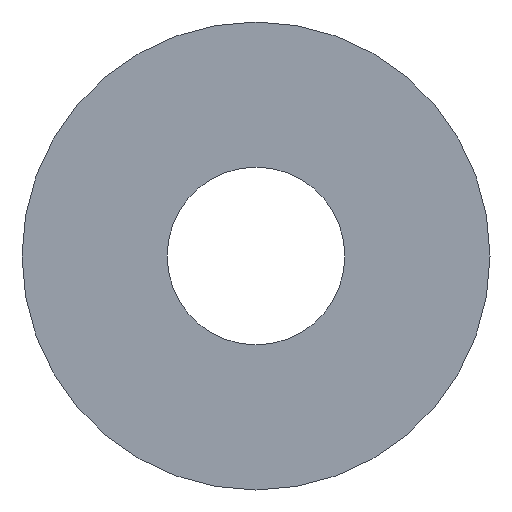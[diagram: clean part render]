
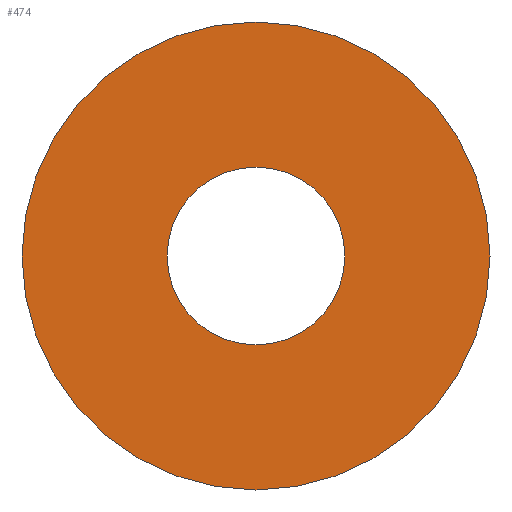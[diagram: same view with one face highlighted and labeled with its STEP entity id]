
A CAD part, left-side view. The second image highlights one B-rep face of the part: STEP entity #474.
In plain terms, the highlighted planar face has unit normal (-1, 0, 0).
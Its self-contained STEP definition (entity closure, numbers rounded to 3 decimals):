
#12 = CIRCLE ( 'NONE', #89, 8.95 ) ;
#15 = DIRECTION ( 'NONE',  ( 0., 0., 1. ) ) ;
#77 = FACE_OUTER_BOUND ( 'NONE', #461, .T. ) ;
#89 = AXIS2_PLACEMENT_3D ( 'NONE', #194, #284, #15 ) ;
#118 = EDGE_CURVE ( 'NONE', #555, #555, #12, .T. ) ;
#137 = CARTESIAN_POINT ( 'NONE',  ( 0., 0., -3.4 ) ) ;
#164 = VERTEX_POINT ( 'NONE', #137 ) ;
#178 = CARTESIAN_POINT ( 'NONE',  ( 0., 0., 8.95 ) ) ;
#191 = EDGE_LOOP ( 'NONE', ( #544 ) ) ;
#194 = CARTESIAN_POINT ( 'NONE',  ( 0., 0., 0. ) ) ;
#244 = AXIS2_PLACEMENT_3D ( 'NONE', #525, #295, #254 ) ;
#254 = DIRECTION ( 'NONE',  ( 0., 0., -1. ) ) ;
#284 = DIRECTION ( 'NONE',  ( -1., 0., 0. ) ) ;
#295 = DIRECTION ( 'NONE',  ( 1., 0., 0. ) ) ;
#319 = CIRCLE ( 'NONE', #244, 3.4 ) ;
#348 = DIRECTION ( 'NONE',  ( 0., 0., 1. ) ) ;
#389 = FACE_BOUND ( 'NONE', #191, .T. ) ;
#407 = EDGE_CURVE ( 'NONE', #164, #164, #319, .T. ) ;
#412 = ORIENTED_EDGE ( 'NONE', *, *, #118, .T. ) ;
#461 = EDGE_LOOP ( 'NONE', ( #412 ) ) ;
#474 = ADVANCED_FACE ( 'NONE', ( #389, #77 ), #478, .T. ) ;
#478 = PLANE ( 'NONE',  #483 ) ;
#483 = AXIS2_PLACEMENT_3D ( 'NONE', #522, #517, #348 ) ;
#517 = DIRECTION ( 'NONE',  ( -1., 0., 0. ) ) ;
#522 = CARTESIAN_POINT ( 'NONE',  ( 0., -6.5, -3.753 ) ) ;
#525 = CARTESIAN_POINT ( 'NONE',  ( 0., 0., 0. ) ) ;
#544 = ORIENTED_EDGE ( 'NONE', *, *, #407, .T. ) ;
#555 = VERTEX_POINT ( 'NONE', #178 ) ;
